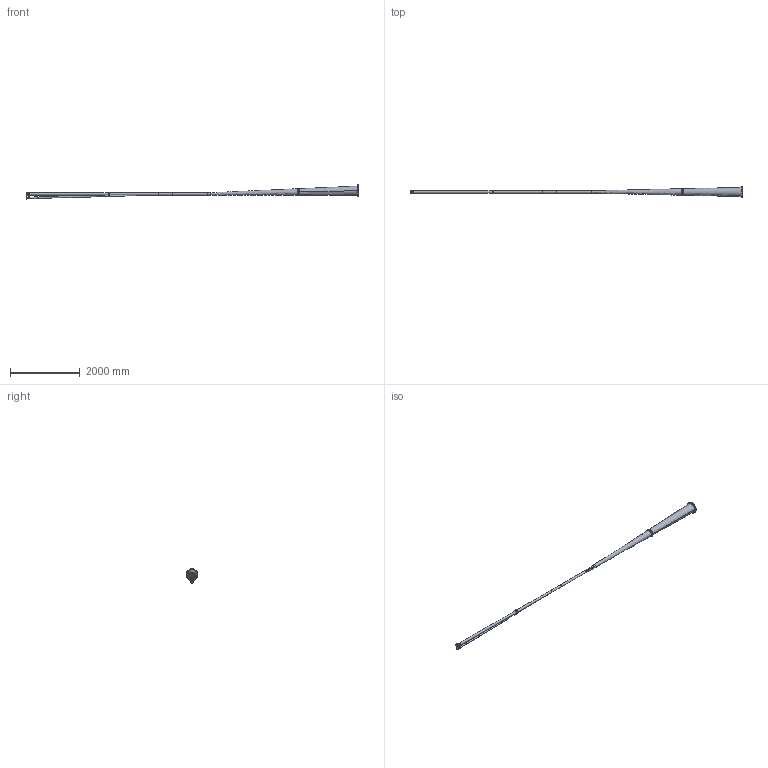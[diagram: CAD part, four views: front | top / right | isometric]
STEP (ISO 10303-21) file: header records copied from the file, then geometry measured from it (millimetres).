
FILE_DESCRIPTION(/* description */ (''),/* implementation_level */ '2;1');
FILE_NAME(/* name */ 'DET-VA-CHM-0100 250331.stp',/* time_stamp */ '2025-03-31T17:39:49-04:00',/* author */ ('chetzel'),/* organization */ (''),/* preprocessor_version */ 'ST-DEVELOPER v20',/* originating_system */ 'Autodesk Inventor 2025',/* authorisation */ '');
FILE_SCHEMA (('AUTOMOTIVE_DESIGN { 1 0 10303 214 3 1 1 }'));
Products named in the file (36): DET-VA-CHM-0100 new; DET-VA-CHM-0010; DET-VA-CHM-0011; DET-VA-CHM-0012; DET-VA-CHM-0013; DET-VA-CHM-0020 new; DET-VA-CHM-0021; DET-VA-CHM-0025 racetrack; DET-VA-CHM-0027 racetrack; DET-VA-CHM-0027 racetrack taper; DET-VA-CHM-0029 race track; DET-VA-CHM-0045; DN185 fixed blank; DET-VA-CHM-0060; DET-VA-CHM-0061; DET-VA-CHM-0062; PI-FLG-0400; DET-VA-CHM-0064; DET-VA-CHM-0063 new; DN185 rotatable blank; DN185 rotatable blank - flange; DN185 rotatable blank - insert; DET-VA-CHM-0030; DET-VA-CHM-0031; DET-VA-CHM-0050; DET-VA-CHM-0051; Pear flange 250115; DET-VA-CHM-0052; DET-VA-CHM-0053; DET-VA-CHM-0054; DET-VA-CHM-0055; PI-FLG-0073; PI-FLG-0073-01; PI-FLG-0073-02; DET-VA-CHM-0056; PI-FLG-0348
Assembly tree (36 placements, depth 5):
  DET-VA-CHM-0100 new
    DET-VA-CHM-0010
      DET-VA-CHM-0011
      DET-VA-CHM-0012
      DET-VA-CHM-0013
    DET-VA-CHM-0020 new
      DET-VA-CHM-0021
      DET-VA-CHM-0025 racetrack
        DET-VA-CHM-0027 racetrack
        DET-VA-CHM-0027 racetrack taper
        DET-VA-CHM-0029 race track
      DET-VA-CHM-0045
        DN185 fixed blank
    DET-VA-CHM-0060
      DET-VA-CHM-0061
      DET-VA-CHM-0062
        PI-FLG-0400
      DET-VA-CHM-0064
      DET-VA-CHM-0063 new
        DN185 rotatable blank
          DN185 rotatable blank - flange
          DN185 rotatable blank - insert
    DET-VA-CHM-0030
      DET-VA-CHM-0031
      Pear flange 250115
    DET-VA-CHM-0050
      DET-VA-CHM-0051
      Pear flange 250115
      DET-VA-CHM-0052
      DET-VA-CHM-0053
      DET-VA-CHM-0054
      DET-VA-CHM-0055
      PI-FLG-0073
        PI-FLG-0073-01
        PI-FLG-0073-02
      DET-VA-CHM-0056
        PI-FLG-0348
Bounding box: 9507.07 x 335.79 x 410.91 mm (x, y, z)
Volume: 10808046.9 mm3; surface area: 8767836.3 mm2
Topology: 24 solids, 24 shells, 633 faces, 1575 edges, 1025 vertices
Faces by surface type: cylinder 283, plane 186, cone 127, bspline 28, torus 9
Full cylindrical faces by diameter (mm): 6.731 x6, 8.204 x34, 8.433 x56, 10.49 x30, 10.5 x8, 12.126 x8, 12.5 x8, 14.126 x8, 25.273 x4, 26 x1, 28 x1, 28.575 x2, 29.083 x2, 34.798 x1, 38.1 x1, 41.148 x1, 41.275 x1, 41.91 x1, 42 x2, 44 x4, 44.45 x2, 44.704 x1, 45.72 x1, 48.057 x1, 48.311 x1, 52 x1, 54 x2, 62 x10, 63 x2, 63.1 x1
Entity records: 21940 total; most frequent: CARTESIAN_POINT 5674, DIRECTION 3371, ORIENTED_EDGE 2928, EDGE_CURVE 1464, AXIS2_PLACEMENT_3D 1383, VERTEX_POINT 955, EDGE_LOOP 923, CIRCLE 740
